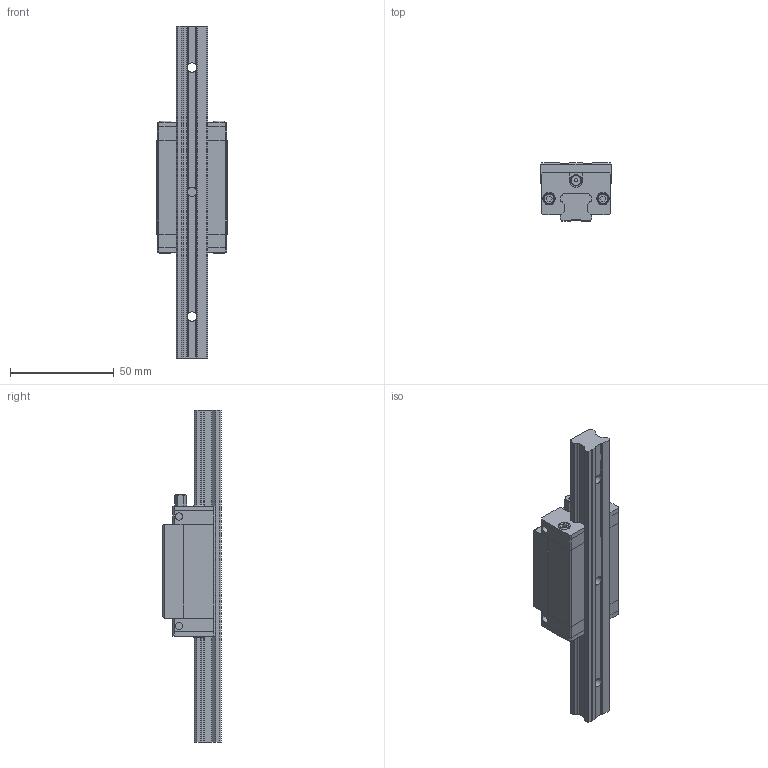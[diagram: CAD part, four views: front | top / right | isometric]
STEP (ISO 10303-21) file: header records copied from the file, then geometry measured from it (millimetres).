
FILE_DESCRIPTION (( 'STEP AP203' ), '1' );
FILE_NAME ('SBI 15 SL.STEP', '2015-01-07T06:33:24', ( 'john' ), ( '' ), 'SwSTEP 2.0', 'SolidWorks 2013', '' );
FILE_SCHEMA (( 'CONFIG_CONTROL_DESIGN' ));
Length unit declared in the file: millimetre
Products named in the file (6): DEFAULT_2; 1N; DEFAULT_3; SBI 15 SL; DEFAULT; DEFAULT_4
Assembly tree (7 placements, depth 2):
  SBI 15 SL
    DEFAULT
    DEFAULT_2
    DEFAULT_3  x2
    DEFAULT_4  x2
    1N
Bounding box: 34 x 28 x 160 mm (x, y, z)
Volume: 66860.9 mm3; surface area: 25927.8 mm2
Topology: 7 solids, 7 shells, 378 faces, 1003 edges, 666 vertices
Faces by surface type: plane 275, cylinder 72, bspline 16, cone 10, torus 4, sphere 1
Full cylindrical faces by diameter (mm): 2.5 x4, 3.242 x4, 3.4 x4, 3.5 x6, 4 x1, 4.1 x2, 4.5 x3, 5.5 x4, 6 x4, 7.5 x3
Entity records: 9864 total; most frequent: CARTESIAN_POINT 2420, ORIENTED_EDGE 1400, DIRECTION 1298, EDGE_CURVE 700, VECTOR 542, LINE 542, VERTEX_POINT 484, AXIS2_PLACEMENT_3D 378
